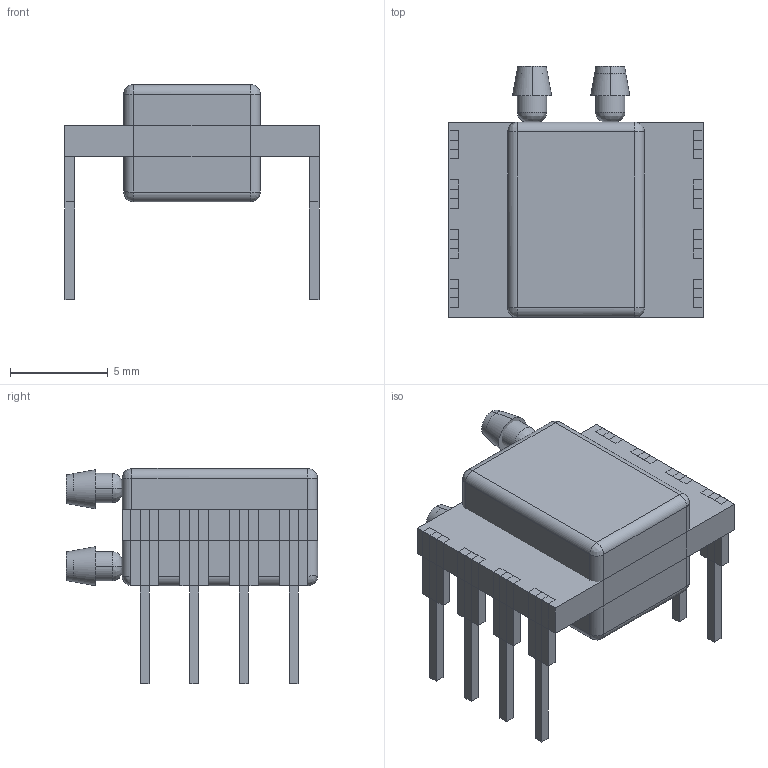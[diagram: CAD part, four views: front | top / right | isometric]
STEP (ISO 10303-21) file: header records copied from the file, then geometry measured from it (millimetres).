
FILE_DESCRIPTION(/* description */ (''),/* implementation_level */ '2;1');
FILE_NAME(/* name */ 'CAPTEU~1',/* time_stamp */ '2019-10-30T15:11:20+01:00',/* author */ (''),/* organization */ (''),/* preprocessor_version */ 'ST-DEVELOPER v15',/* originating_system */ '',/* authorisation */ '');
FILE_SCHEMA (('AUTOMOTIVE_DESIGN'));
Length unit declared in the file: millimetre
Products named in the file (1): Document
Bounding box: 13 x 12.85 x 11 mm (x, y, z)
Volume: 677.9 mm3; surface area: 986.6 mm2
Topology: 22 solids, 22 shells, 148 faces, 284 edges, 180 vertices
Faces by surface type: plane 116, bspline 32
Entity records: 3599 total; most frequent: CARTESIAN_POINT 1318, ORIENTED_EDGE 568, EDGE_CURVE 284, B_SPLINE_CURVE_WITH_KNOTS 232, VERTEX_POINT 180, ADVANCED_FACE 148, FACE_OUTER_BOUND 148, EDGE_LOOP 148
